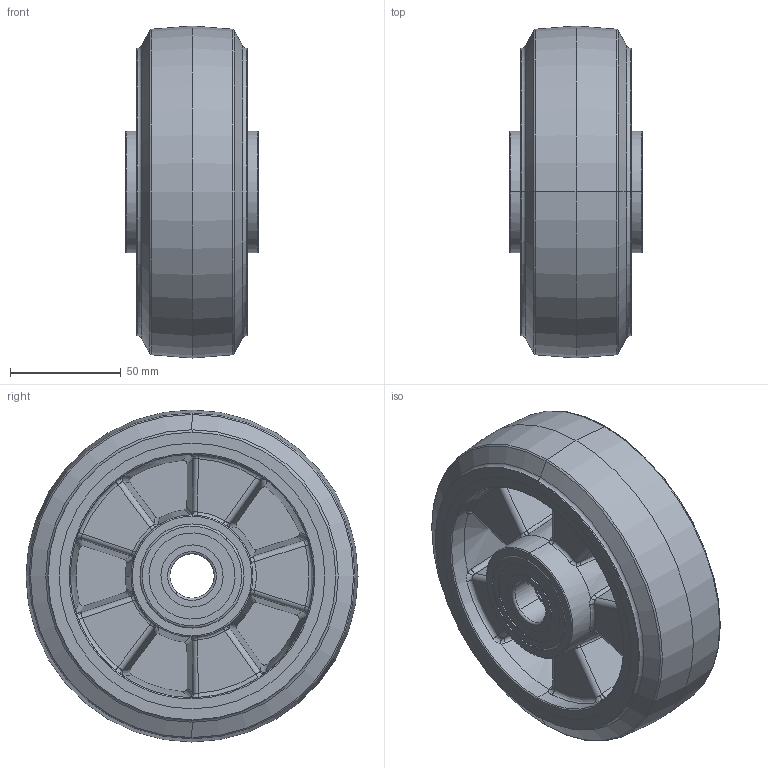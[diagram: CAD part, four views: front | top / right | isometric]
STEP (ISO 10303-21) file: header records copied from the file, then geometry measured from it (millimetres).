
FILE_DESCRIPTION (( 'STEP AP214' ), '1' );
FILE_NAME ('K0016386_EGA-150-50-60-K20.STEP', '2017-06-21T10:55:51', ( '' ), ( '' ), 'SwSTEP 2.0', 'SolidWorks 2016', '' );
FILE_SCHEMA (( 'AUTOMOTIVE_DESIGN' ));
Length unit declared in the file: millimetre
Products named in the file (1): K0016386_EGA-150-50-60-K20
Bounding box: 60 x 150 x 150 mm (x, y, z)
Surface area: 130970.4 mm2 (no closed solid volume)
Topology: 0 solids, 9 shells, 299 faces, 799 edges, 504 vertices
Faces by surface type: bspline 148, cylinder 54, plane 44, cone 33, torus 20
Entity records: 17221 total; most frequent: CARTESIAN_POINT 7804, ORIENTED_EDGE 1465, DIRECTION 963, EDGE_CURVE 799, VERTEX_POINT 504, AXIS2_PLACEMENT_3D 428, B_SPLINE_CURVE_WITH_KNOTS 368, EDGE_LOOP 313
